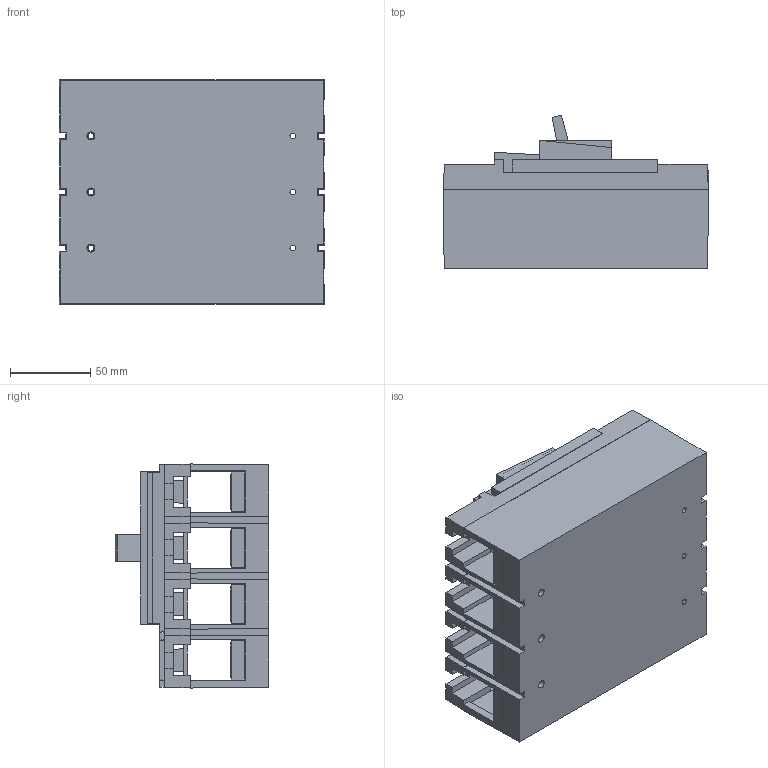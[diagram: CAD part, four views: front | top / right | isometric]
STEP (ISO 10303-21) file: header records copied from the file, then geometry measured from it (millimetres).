
FILE_DESCRIPTION((''),'2;1');
FILE_NAME('PROXY_COPIE_MCCB_250_H3PLUS_ASM','2022-01-19T14:34:58',('boukher'),(''),'CREO PARAMETRIC BY PTC INC, 2021184','CREO PARAMETRIC BY PTC INC, 2021184','');
FILE_SCHEMA(('AUTOMOTIVE_DESIGN { 1 0 10303 214 1 1 1 1 }'));
Length unit declared in the file: millimetre
Products named in the file (10): PROXY_1H1225; PROXY_1H1214; PROXY_1H1170; PROXY_0B2056; PROXY_1H1243; PROXY_1B0623; PROXY_0B2064; PROXY_1H1248; PROXY_1H1206; PROXY_COPIE_MCCB_250_H3PLUS_ASM
Assembly tree (22 placements, depth 2):
  PROXY_COPIE_MCCB_250_H3PLUS_ASM
    PROXY_1H1225
    PROXY_1H1214
    PROXY_1H1170
    PROXY_0B2056  x4
    PROXY_1H1243
    PROXY_1B0623  x8
    PROXY_0B2064  x4
    PROXY_1H1248
    PROXY_1H1206
Bounding box: 165.44 x 95.82 x 139.8 mm (x, y, z)
Volume: 500745.8 mm3; surface area: 217455.1 mm2
Topology: 22 solids, 22 shells, 567 faces, 1595 edges, 1064 vertices
Faces by surface type: plane 519, cone 24, cylinder 24
Entity records: 16867 total; most frequent: CARTESIAN_POINT 2610, ORIENTED_EDGE 2476, DIRECTION 2207, EDGE_CURVE 1238, VECTOR 1165, LINE 1165, VERTEX_POINT 826, PRESENTATION_STYLE_ASSIGNMENT 650
